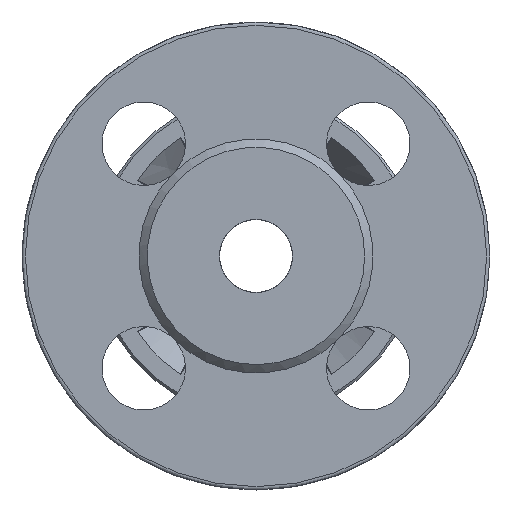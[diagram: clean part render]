
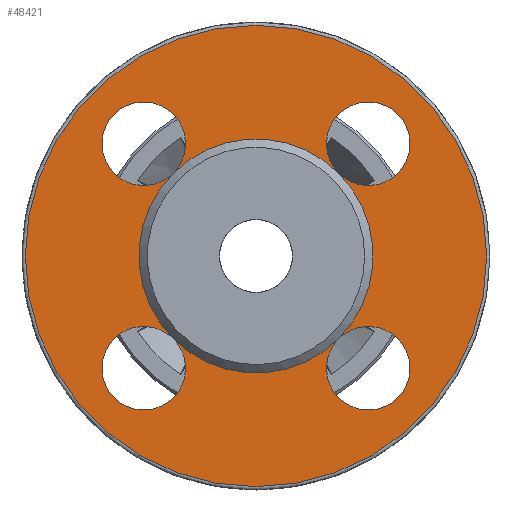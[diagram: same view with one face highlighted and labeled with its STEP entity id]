
A CAD part, front view. The second image highlights one B-rep face of the part: STEP entity #48421.
In plain terms, the highlighted free-form (B-spline) face has degree [1, 1] with [2, 2] control points.
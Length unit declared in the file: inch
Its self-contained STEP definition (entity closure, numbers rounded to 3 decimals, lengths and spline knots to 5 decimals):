
#47851=CARTESIAN_POINT('',(-116.95911,54.5432,13.91224));
#47852=VERTEX_POINT('',#47851);
#47853=CARTESIAN_POINT('',(-117.18008,54.32222,13.91224));
#47854=DIRECTION('',(0.,0.,-1.0));
#47855=DIRECTION('',(0.707,-0.707,0.));
#47856=AXIS2_PLACEMENT_3D('',#47853,#47854,#47855);
#47857=CIRCLE('',#47856,0.3125);
#47858=EDGE_CURVE('',#47852,#47852,#47857,.T.);
#47879=CARTESIAN_POINT('',(-115.72168,54.5432,13.91224));
#47880=VERTEX_POINT('',#47879);
#47881=CARTESIAN_POINT('',(-115.50071,54.32222,13.91224));
#47882=DIRECTION('',(0.,0.,-1.0));
#47883=DIRECTION('',(0.707,-0.707,0.));
#47884=AXIS2_PLACEMENT_3D('',#47881,#47882,#47883);
#47885=CIRCLE('',#47884,0.3125);
#47886=EDGE_CURVE('',#47880,#47880,#47885,.T.);
#47928=CARTESIAN_POINT('',(-115.72168,55.78063,13.91224));
#47929=VERTEX_POINT('',#47928);
#47930=CARTESIAN_POINT('',(-116.34039,55.16191,13.91224));
#47931=DIRECTION('',(0.0,0.0,1.0));
#47932=DIRECTION('',(1.0,0.0,0.0));
#47933=AXIS2_PLACEMENT_3D('',#47930,#47931,#47932);
#47934=CIRCLE('',#47933,0.875);
#47935=EDGE_CURVE('',#47880,#47929,#47934,.T.);
#47937=CARTESIAN_POINT('',(-116.95911,55.78063,13.91224));
#47938=VERTEX_POINT('',#47937);
#47939=CARTESIAN_POINT('',(-116.34039,55.16191,13.91224));
#47940=DIRECTION('',(0.0,0.0,1.0));
#47941=DIRECTION('',(1.0,0.0,0.0));
#47942=AXIS2_PLACEMENT_3D('',#47939,#47940,#47941);
#47943=CIRCLE('',#47942,0.875);
#47944=EDGE_CURVE('',#47929,#47938,#47943,.T.);
#47946=CARTESIAN_POINT('',(-116.34039,55.16191,13.91224));
#47947=DIRECTION('',(0.0,0.0,-1.0));
#47948=DIRECTION('',(1.0,0.0,0.0));
#47949=AXIS2_PLACEMENT_3D('',#47946,#47947,#47948);
#47950=CIRCLE('',#47949,0.875);
#47951=EDGE_CURVE('',#47852,#47938,#47950,.T.);
#47953=CARTESIAN_POINT('',(-116.34039,55.16191,13.91224));
#47954=DIRECTION('',(0.0,0.0,-1.0));
#47955=DIRECTION('',(1.0,0.0,0.0));
#47956=AXIS2_PLACEMENT_3D('',#47953,#47954,#47955);
#47957=CIRCLE('',#47956,0.875);
#47958=EDGE_CURVE('',#47880,#47852,#47957,.T.);
#48136=CARTESIAN_POINT('',(-117.18008,56.0016,13.91224));
#48137=DIRECTION('',(0.,0.,1.));
#48138=DIRECTION('',(0.707,0.707,0.));
#48139=AXIS2_PLACEMENT_3D('',#48136,#48137,#48138);
#48140=CIRCLE('',#48139,0.3125);
#48141=EDGE_CURVE('',#47938,#47938,#48140,.T.);
#48175=CARTESIAN_POINT('',(-115.50071,56.0016,13.91224));
#48176=DIRECTION('',(0.,0.,1.));
#48177=DIRECTION('',(0.707,0.707,0.));
#48178=AXIS2_PLACEMENT_3D('',#48175,#48176,#48177);
#48179=CIRCLE('',#48178,0.3125);
#48180=EDGE_CURVE('',#47929,#47929,#48179,.T.);
#48388=CARTESIAN_POINT('',(-114.61539,55.16191,13.91224));
#48389=VERTEX_POINT('',#48388);
#48390=CARTESIAN_POINT('',(-116.34039,55.16191,13.91224));
#48391=DIRECTION('',(0.0,0.0,1.0));
#48392=DIRECTION('',(0.0,1.0,0.0));
#48393=AXIS2_PLACEMENT_3D('',#48390,#48391,#48392);
#48394=CIRCLE('',#48393,1.725);
#48395=EDGE_CURVE('',#48389,#48389,#48394,.T.);
#48403=CARTESIAN_POINT('',(-112.89039,55.16191,13.91224));
#48404=CARTESIAN_POINT('',(-116.34039,58.61191,13.91224));
#48405=CARTESIAN_POINT('',(-116.34039,51.71191,13.91224));
#48406=CARTESIAN_POINT('',(-119.79039,55.16191,13.91224));
#48407=B_SPLINE_SURFACE_WITH_KNOTS('',1,1,((#48403,#48405),(#48404,#48406)),.UNSPECIFIED.,.F.,.F.,.U.,(2,2),(2,2),(0.0,4.87904),(0.0,4.87904),.UNSPECIFIED.);
#48408=ORIENTED_EDGE('',*,*,#48395,.T.);
#48409=EDGE_LOOP('',(#48408));
#48410=FACE_OUTER_BOUND('',#48409,.T.);
#48411=ORIENTED_EDGE('',*,*,#47935,.F.);
#48412=ORIENTED_EDGE('',*,*,#47886,.T.);
#48413=ORIENTED_EDGE('',*,*,#47958,.T.);
#48414=ORIENTED_EDGE('',*,*,#47858,.T.);
#48415=ORIENTED_EDGE('',*,*,#47951,.T.);
#48416=ORIENTED_EDGE('',*,*,#48141,.F.);
#48417=ORIENTED_EDGE('',*,*,#47944,.F.);
#48418=ORIENTED_EDGE('',*,*,#48180,.F.);
#48419=EDGE_LOOP('',(#48411,#48412,#48413,#48414,#48415,#48416,#48417,#48418));
#48420=FACE_BOUND('',#48419,.T.);
#48421=ADVANCED_FACE('',(#48410,#48420),#48407,.T.);
